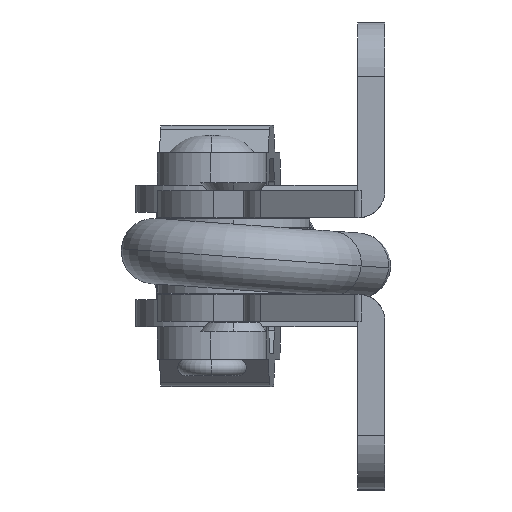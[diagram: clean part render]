
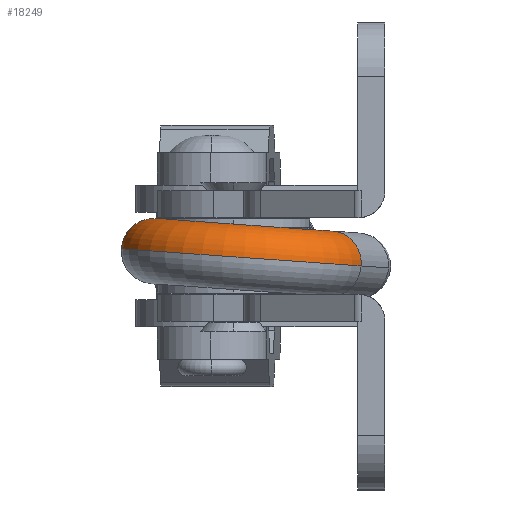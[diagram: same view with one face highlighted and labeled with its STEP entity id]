
A CAD part, left-side view. The second image highlights one B-rep face of the part: STEP entity #18249.
In plain terms, the highlighted toroidal (fillet/blend) face has major radius 8.426 mm and minor radius 3 mm.
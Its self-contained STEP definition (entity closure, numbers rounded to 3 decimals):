
#18120 = EDGE_CURVE ( 'NONE', #18121, #18123, #34350, .T. ) ;
#18121 = VERTEX_POINT ( 'NONE', #34345 ) ;
#18123 = VERTEX_POINT ( 'NONE', #34344 ) ;
#18124 = ORIENTED_EDGE ( 'NONE', *, *, #18126, .T. ) ;
#18126 = EDGE_CURVE ( 'NONE', #18123, #18128, #34343, .T. ) ;
#18128 = VERTEX_POINT ( 'NONE', #34338 ) ;
#18130 = ORIENTED_EDGE ( 'NONE', *, *, #18132, .F. ) ;
#18132 = EDGE_CURVE ( 'NONE', #18134, #18128, #34337, .T. ) ;
#18134 = VERTEX_POINT ( 'NONE', #34332 ) ;
#18214 = ORIENTED_EDGE ( 'NONE', *, *, #18215, .F. ) ;
#18215 = EDGE_CURVE ( 'NONE', #18121, #18134, #34436, .T. ) ;
#18249 = ADVANCED_FACE ( 'NONE', ( #34452 ), #34451, .T. ) ;
#18250 = EDGE_LOOP ( 'NONE', ( #18251, #18124, #18130, #18214 ) ) ;
#18251 = ORIENTED_EDGE ( 'NONE', *, *, #18120, .T. ) ;
#34332 = CARTESIAN_POINT ( 'NONE',  ( 2833.63, 711.79, 0. ) ) ;
#34333 = DIRECTION ( 'NONE',  ( 0.358, 0.934, 0. ) ) ;
#34334 = DIRECTION ( 'NONE',  ( 0.934, -0.358, 0. ) ) ;
#34335 = CARTESIAN_POINT ( 'NONE',  ( 2832.555, 708.989, 0. ) ) ;
#34336 = AXIS2_PLACEMENT_3D ( 'NONE', #34335, #34334, #34333 ) ;
#34337 = CIRCLE ( 'NONE', #34336, 3. ) ;
#34338 = CARTESIAN_POINT ( 'NONE',  ( 2831.48, 706.189, 0. ) ) ;
#34339 = DIRECTION ( 'NONE',  ( 1., 0., 0. ) ) ;
#34340 = DIRECTION ( 'NONE',  ( 0., 0., 1. ) ) ;
#34341 = CARTESIAN_POINT ( 'NONE',  ( 2835.575, 716.855, 0. ) ) ;
#34342 = AXIS2_PLACEMENT_3D ( 'NONE', #34341, #34340, #34339 ) ;
#34343 = CIRCLE ( 'NONE', #34342, 11.426 ) ;
#34344 = CARTESIAN_POINT ( 'NONE',  ( 2835.575, 728.281, 0. ) ) ;
#34345 = CARTESIAN_POINT ( 'NONE',  ( 2835.575, 722.281, 0. ) ) ;
#34346 = DIRECTION ( 'NONE',  ( 0., -1., 0. ) ) ;
#34347 = DIRECTION ( 'NONE',  ( -1., 0., 0. ) ) ;
#34348 = CARTESIAN_POINT ( 'NONE',  ( 2835.575, 725.281, 0. ) ) ;
#34349 = AXIS2_PLACEMENT_3D ( 'NONE', #34348, #34347, #34346 ) ;
#34350 = CIRCLE ( 'NONE', #34349, 3. ) ;
#34432 = DIRECTION ( 'NONE',  ( 1., 0., 0. ) ) ;
#34433 = DIRECTION ( 'NONE',  ( 0., 0., 1. ) ) ;
#34434 = CARTESIAN_POINT ( 'NONE',  ( 2835.575, 716.855, 0. ) ) ;
#34435 = AXIS2_PLACEMENT_3D ( 'NONE', #34434, #34433, #34432 ) ;
#34436 = CIRCLE ( 'NONE', #34435, 5.426 ) ;
#34451 = TOROIDAL_SURFACE ( 'NONE', #34509, 8.426, 3. ) ;
#34452 = FACE_OUTER_BOUND ( 'NONE', #18250, .T. ) ;
#34506 = DIRECTION ( 'NONE',  ( 1., 0., 0. ) ) ;
#34507 = DIRECTION ( 'NONE',  ( 0., 0., 1. ) ) ;
#34508 = CARTESIAN_POINT ( 'NONE',  ( 2835.575, 716.855, 0. ) ) ;
#34509 = AXIS2_PLACEMENT_3D ( 'NONE', #34508, #34507, #34506 ) ;
